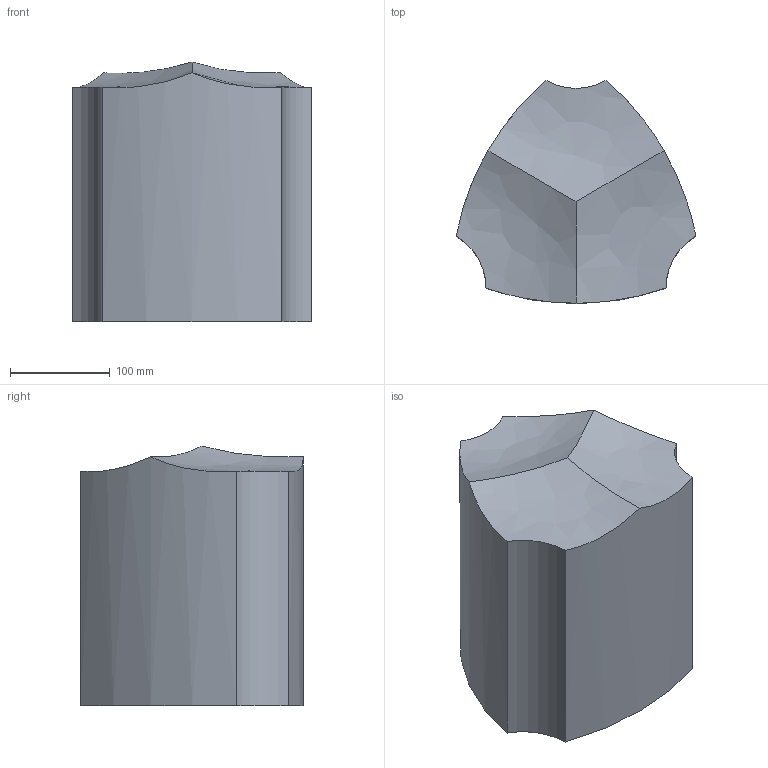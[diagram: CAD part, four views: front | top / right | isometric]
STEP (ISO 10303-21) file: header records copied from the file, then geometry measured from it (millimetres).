
FILE_DESCRIPTION((''),'2;1');
FILE_NAME('_VOLUME.ipt.step','2013-12-08T06:23:00',(''),(''),'Autodesk Inventor 2013','Autodesk Inventor 2013','');
FILE_SCHEMA(('AUTOMOTIVE_DESIGN { 1 0 10303 214 1 1 1 1 }'));
Length unit declared in the file: millimetre
Products named in the file (1): _VOLUME
Bounding box: 240.08 x 223.06 x 260 mm (x, y, z)
Volume: 9337783 mm3; surface area: 254371.8 mm2
Topology: 1 solids, 1 shells, 10 faces, 24 edges, 16 vertices
Faces by surface type: cylinder 6, bspline 3, plane 1
Entity records: 534 total; most frequent: CARTESIAN_POINT 292, ORIENTED_EDGE 48, DIRECTION 40, EDGE_CURVE 24, AXIS2_PLACEMENT_3D 17, VERTEX_POINT 16, EDGE_LOOP 10, FACE_OUTER_BOUND 10
